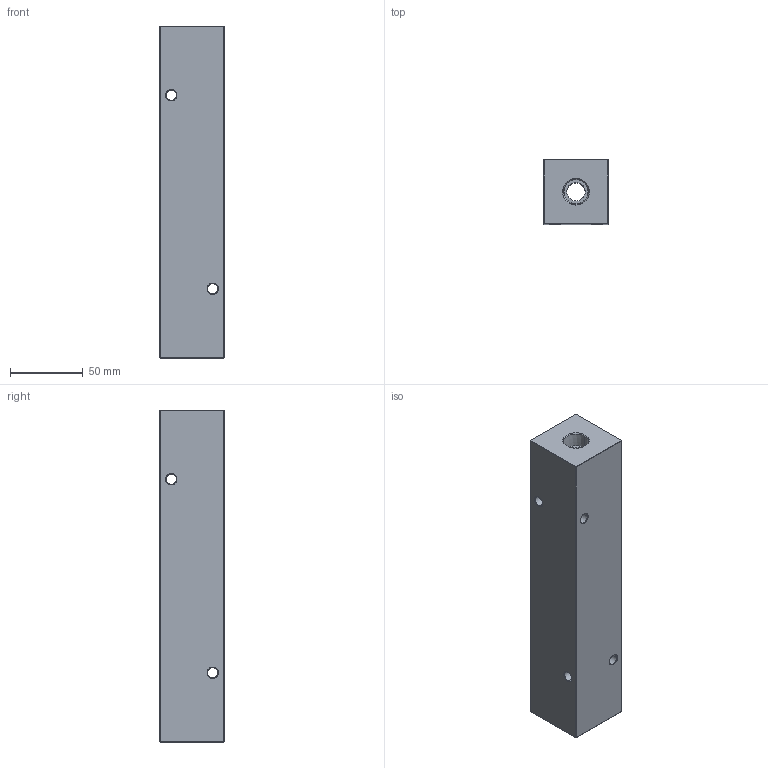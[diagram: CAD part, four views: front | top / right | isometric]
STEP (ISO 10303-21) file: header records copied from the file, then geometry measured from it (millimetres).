
FILE_DESCRIPTION (( 'STEP AP214' ), '1' );
FILE_NAME ('HM-5-0-P-6-2.STEP', '2020-02-28T16:13:44', ( '' ), ( '' ), 'SwSTEP 2.0', 'SolidWorks 2019', '' );
FILE_SCHEMA (( 'AUTOMOTIVE_DESIGN' ));
Length unit declared in the file: inch
Products named in the file (1): HM-5-0-P-6-2
Bounding box: 44.45 x 44.45 x 228.6 mm (x, y, z)
Volume: 408610.9 mm3; surface area: 58549.1 mm2
Topology: 1 solids, 1 shells, 482 faces, 1255 edges, 816 vertices
Faces by surface type: plane 238, bspline 182, cone 34, cylinder 28
Entity records: 29843 total; most frequent: CARTESIAN_POINT 13200, ORIENTED_EDGE 2510, DIRECTION 1549, EDGE_CURVE 1255, VERTEX_POINT 816, LINE 783, VECTOR 783, EDGE_LOOP 547
